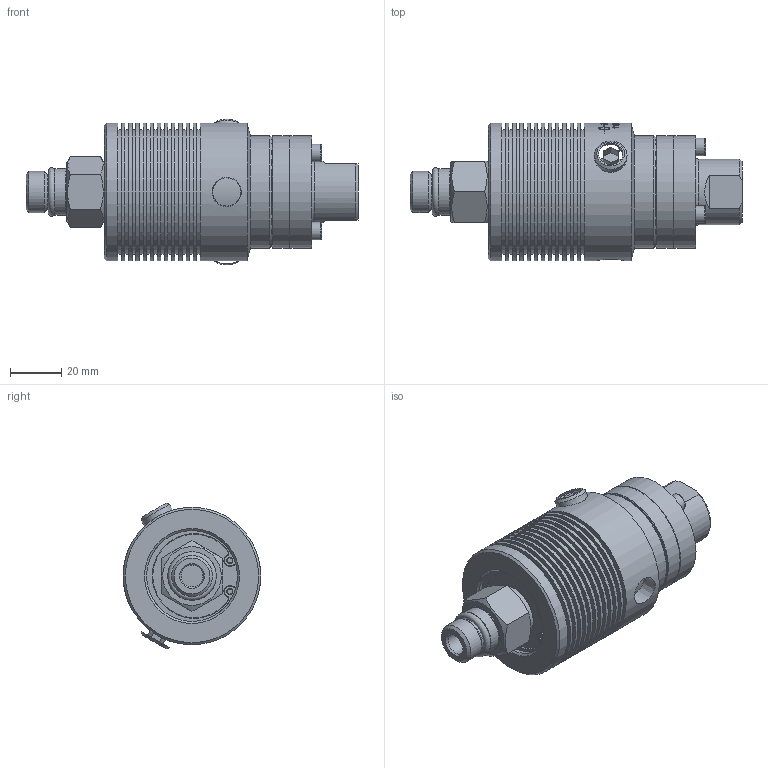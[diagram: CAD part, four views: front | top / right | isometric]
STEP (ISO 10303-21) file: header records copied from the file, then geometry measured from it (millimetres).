
FILE_DESCRIPTION(/* description */ (''),/* implementation_level */ '2;1');
FILE_NAME(/* name */ '1109-011-188-IC.stp',/* time_stamp */ '2020-05-21T10:32:58-05:00',/* author */ ('dyurkovich'),/* organization */ (''),/* preprocessor_version */ 'ST-DEVELOPER v18',/* originating_system */ 'Autodesk Inventor 2020',/* authorisation */ '');
FILE_SCHEMA (('AUTOMOTIVE_DESIGN { 1 0 10303 214 3 1 1 }'));
Products named in the file (1): 1109-011-188-IC
Bounding box: 128.97 x 53.45 x 56.51 mm (x, y, z)
Volume: 164971.2 mm3; surface area: 36147.4 mm2
Topology: 2 solids, 15 shells, 544 faces, 1346 edges, 920 vertices
Faces by surface type: plane 191, bspline 177, cylinder 112, cone 37, torus 27
Full cylindrical faces by diameter (mm): 2 x2, 4.166 x3, 4.5 x3, 6.86 x3, 7.2 x3, 8.5 x1, 10.719 x3, 13.5 x1, 13.889 x1, 15.968 x1, 17.993 x1, 18.16 x1, 18.72 x1, 21.4 x1, 25.4 x1, 35.27 x1, 37.25 x1, 42.148 x1, 43.6 x3, 48.3 x12, 53.45 x13
Entity records: 60200 total; most frequent: CARTESIAN_POINT 47620, ORIENTED_EDGE 2686, DIRECTION 2237, EDGE_CURVE 1343, VERTEX_POINT 920, AXIS2_PLACEMENT_3D 873, EDGE_LOOP 645, FACE_OUTER_BOUND 544
